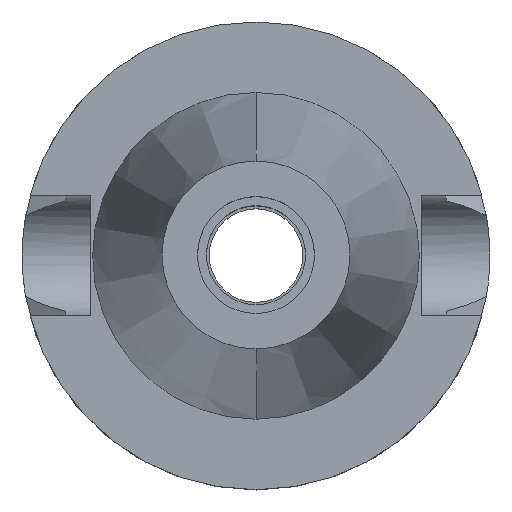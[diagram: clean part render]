
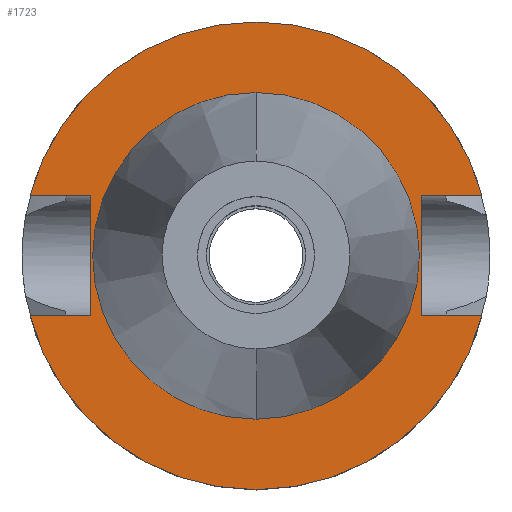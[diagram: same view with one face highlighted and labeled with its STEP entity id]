
A CAD part, top view. The second image highlights one B-rep face of the part: STEP entity #1723.
In plain terms, the highlighted planar face has unit normal (0, 0, 1).
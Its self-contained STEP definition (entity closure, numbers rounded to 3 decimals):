
#570=DIRECTION('',(-1.,0.,0.));
#571=VECTOR('',#570,12.921);
#572=CARTESIAN_POINT('',(-35.4,-12.85,-1.5));
#573=LINE('',#572,#571);
#617=DIRECTION('',(0.,1.,0.));
#618=VECTOR('',#617,25.7);
#619=CARTESIAN_POINT('',(-35.4,-12.85,-1.5));
#620=LINE('',#619,#618);
#624=DIRECTION('',(-1.,0.,0.));
#625=VECTOR('',#624,12.921);
#626=CARTESIAN_POINT('',(-35.4,12.85,-1.5));
#627=LINE('',#626,#625);
#631=CARTESIAN_POINT('',(0.,0.,-1.5));
#632=DIRECTION('',(0.,0.,-1.));
#633=DIRECTION('',(-0.966,0.257,0.));
#634=AXIS2_PLACEMENT_3D('',#631,#632,#633);
#639=CARTESIAN_POINT('',(0.,0.,-1.5));
#640=DIRECTION('',(0.,0.,-1.));
#641=DIRECTION('',(0.,1.,0.));
#642=AXIS2_PLACEMENT_3D('',#639,#640,#641);
#647=DIRECTION('',(0.,-1.,0.));
#648=VECTOR('',#647,25.7);
#649=CARTESIAN_POINT('',(35.4,12.85,-1.5));
#650=LINE('',#649,#648);
#654=DIRECTION('',(1.,0.,0.));
#655=VECTOR('',#654,12.921);
#656=CARTESIAN_POINT('',(35.4,-12.85,-1.5));
#657=LINE('',#656,#655);
#661=CARTESIAN_POINT('',(0.,0.,-1.5));
#662=DIRECTION('',(0.,0.,-1.));
#663=DIRECTION('',(0.966,-0.257,0.));
#664=AXIS2_PLACEMENT_3D('',#661,#662,#663);
#669=CARTESIAN_POINT('',(0.,0.,-1.5));
#670=DIRECTION('',(0.,0.,-1.));
#671=DIRECTION('',(0.,-1.,0.));
#672=AXIS2_PLACEMENT_3D('',#669,#670,#671);
#677=CARTESIAN_POINT('',(0.,0.,-1.5));
#678=DIRECTION('',(0.,0.,1.));
#679=DIRECTION('',(0.,1.,0.));
#680=AXIS2_PLACEMENT_3D('',#677,#678,#679);
#685=CARTESIAN_POINT('',(0.,0.,-1.5));
#686=DIRECTION('',(0.,0.,1.));
#687=DIRECTION('',(0.,-1.,0.));
#688=AXIS2_PLACEMENT_3D('',#685,#686,#687);
#910=DIRECTION('',(1.,0.,0.));
#911=VECTOR('',#910,12.921);
#912=CARTESIAN_POINT('',(35.4,12.85,-1.5));
#913=LINE('',#912,#911);
#1151=CARTESIAN_POINT('',(-35.4,-12.85,-1.5));
#1152=VERTEX_POINT('',#1151);
#1153=CARTESIAN_POINT('',(-48.321,-12.85,-1.5));
#1154=VERTEX_POINT('',#1153);
#1157=CARTESIAN_POINT('',(-35.4,12.85,-1.5));
#1158=VERTEX_POINT('',#1157);
#1159=CARTESIAN_POINT('',(-48.321,12.85,-1.5));
#1160=VERTEX_POINT('',#1159);
#1161=CARTESIAN_POINT('',(0.,50.,-1.5));
#1162=CARTESIAN_POINT('',(48.321,12.85,-1.5));
#1163=VERTEX_POINT('',#1161);
#1164=VERTEX_POINT('',#1162);
#1165=CARTESIAN_POINT('',(35.4,12.85,-1.5));
#1166=VERTEX_POINT('',#1165);
#1167=CARTESIAN_POINT('',(35.4,-12.85,-1.5));
#1168=VERTEX_POINT('',#1167);
#1169=CARTESIAN_POINT('',(48.321,-12.85,-1.5));
#1170=VERTEX_POINT('',#1169);
#1171=CARTESIAN_POINT('',(0.,-50.,-1.5));
#1172=VERTEX_POINT('',#1171);
#1173=CARTESIAN_POINT('',(0.,34.925,-1.5));
#1174=CARTESIAN_POINT('',(0.,-34.925,-1.5));
#1175=VERTEX_POINT('',#1173);
#1176=VERTEX_POINT('',#1174);
#1692=CARTESIAN_POINT('',(0.,0.,-1.5));
#1693=DIRECTION('',(0.,0.,-1.));
#1694=DIRECTION('',(0.,-1.,0.));
#1695=AXIS2_PLACEMENT_3D('',#1692,#1693,#1694);
#1696=PLANE('',#1695);
#1697=ORIENTED_EDGE('',*,*,#1682,.T.);
#1699=ORIENTED_EDGE('',*,*,#1698,.T.);
#1701=ORIENTED_EDGE('',*,*,#1700,.T.);
#1703=ORIENTED_EDGE('',*,*,#1702,.T.);
#1705=ORIENTED_EDGE('',*,*,#1704,.F.);
#1707=ORIENTED_EDGE('',*,*,#1706,.T.);
#1709=ORIENTED_EDGE('',*,*,#1708,.T.);
#1711=ORIENTED_EDGE('',*,*,#1710,.T.);
#1713=ORIENTED_EDGE('',*,*,#1712,.T.);
#1714=ORIENTED_EDGE('',*,*,#1668,.F.);
#1715=EDGE_LOOP('',(#1697,#1699,#1701,#1703,#1705,#1707,#1709,#1711,#1713,
#1714));
#1716=FACE_OUTER_BOUND('',#1715,.F.);
#1718=ORIENTED_EDGE('',*,*,#1717,.T.);
#1720=ORIENTED_EDGE('',*,*,#1719,.T.);
#1721=EDGE_LOOP('',(#1718,#1720));
#1722=FACE_BOUND('',#1721,.F.);
#635=CIRCLE('',#634,50.);
#643=CIRCLE('',#642,50.);
#665=CIRCLE('',#664,50.);
#673=CIRCLE('',#672,50.);
#681=CIRCLE('',#680,34.925);
#689=CIRCLE('',#688,34.925);
#1668=EDGE_CURVE('',#1152,#1154,#573,.T.);
#1682=EDGE_CURVE('',#1152,#1158,#620,.T.);
#1698=EDGE_CURVE('',#1158,#1160,#627,.T.);
#1700=EDGE_CURVE('',#1160,#1163,#635,.T.);
#1702=EDGE_CURVE('',#1163,#1164,#643,.T.);
#1704=EDGE_CURVE('',#1166,#1164,#913,.T.);
#1706=EDGE_CURVE('',#1166,#1168,#650,.T.);
#1708=EDGE_CURVE('',#1168,#1170,#657,.T.);
#1710=EDGE_CURVE('',#1170,#1172,#665,.T.);
#1712=EDGE_CURVE('',#1172,#1154,#673,.T.);
#1717=EDGE_CURVE('',#1175,#1176,#681,.T.);
#1719=EDGE_CURVE('',#1176,#1175,#689,.T.);
#1723=ADVANCED_FACE('',(#1716,#1722),#1696,.F.);
